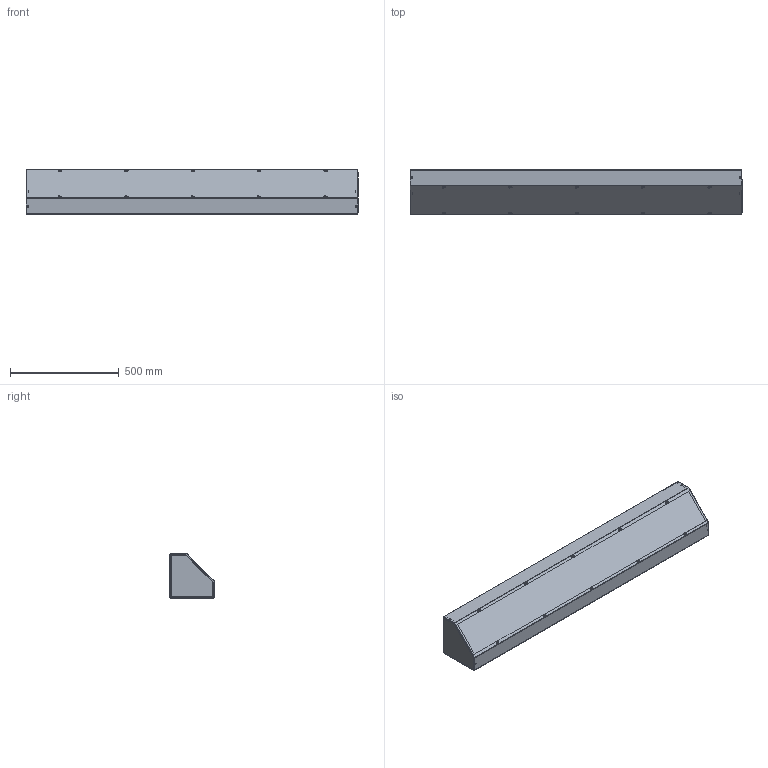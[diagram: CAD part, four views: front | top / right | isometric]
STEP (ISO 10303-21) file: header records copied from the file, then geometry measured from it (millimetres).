
FILE_DESCRIPTION (( 'STEP AP214' ), '1' );
FILE_NAME ('S8860ATNK.STEP', '2021-09-24T18:26:17', ( '' ), ( '' ), 'SwSTEP 2.0', 'SolidWorks 2021', '' );
FILE_SCHEMA (( 'AUTOMOTIVE_DESIGN' ));
Length unit declared in the file: inch
Products named in the file (1): S8860ATNK
Bounding box: 1524 x 205.23 x 205.23 mm (x, y, z)
Volume: 2288857.8 mm3; surface area: 2457265.5 mm2
Topology: 30 solids, 30 shells, 1946 faces, 4680 edges, 2804 vertices
Faces by surface type: cone 600, cylinder 504, plane 430, bspline 340, torus 72
Entity records: 91501 total; most frequent: CARTESIAN_POINT 20809, DIRECTION 9900, ORIENTED_EDGE 9296, EDGE_CURVE 4648, AXIS2_PLACEMENT_3D 4045, VERTEX_POINT 2804, CIRCLE 2438, EDGE_LOOP 2108
